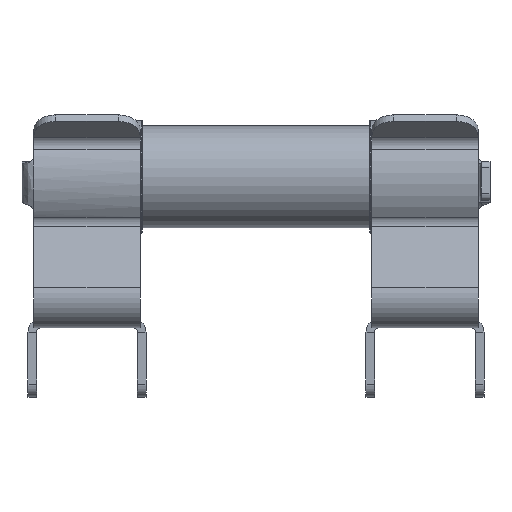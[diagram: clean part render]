
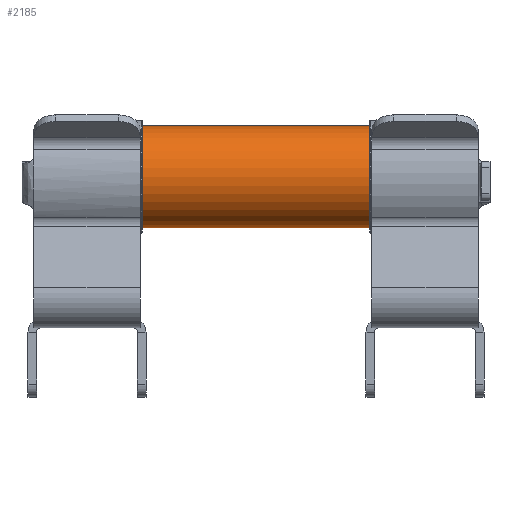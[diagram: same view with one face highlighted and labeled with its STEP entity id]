
A CAD part, front view. The second image highlights one B-rep face of the part: STEP entity #2185.
In plain terms, the highlighted cylindrical face has radius 2.35 mm (diameter 4.7 mm), a full revolution.
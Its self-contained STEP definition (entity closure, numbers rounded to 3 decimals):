
#2185=ADVANCED_FACE('',(#4162,#4164),#4166,.T.);
#4162=FACE_OUTER_BOUND('',#4163,.T.);
#4163=EDGE_LOOP('',(#5153));
#4164=FACE_OUTER_BOUND('',#4165,.T.);
#4165=EDGE_LOOP('',(#5154));
#4166=CYLINDRICAL_SURFACE('',#4167,2.35);
#4167=AXIS2_PLACEMENT_3D('',#4168,#4169,#4170);
#4168=CARTESIAN_POINT('',(9.55,0.,0.));
#4169=DIRECTION('',(-1.,0.,0.));
#4170=DIRECTION('',(0.,0.,-1.));
#5153=ORIENTED_EDGE('',*,*,#5639,.T.);
#5154=ORIENTED_EDGE('',*,*,#5640,.F.);
#5639=EDGE_CURVE('',#6421,#6421,#6422,.T.);
#5640=EDGE_CURVE('',#6423,#6423,#6424,.T.);
#6421=VERTEX_POINT('',#8397);
#6422=CIRCLE('',#8398,2.35);
#6423=VERTEX_POINT('',#8402);
#6424=CIRCLE('',#8403,2.35);
#8397=CARTESIAN_POINT('',(9.55,0.,-2.35));
#8398=AXIS2_PLACEMENT_3D('',#8399,#8400,#8401);
#8399=CARTESIAN_POINT('',(9.55,0.,0.));
#8400=DIRECTION('',(-1.,0.,0.));
#8401=DIRECTION('',(0.,0.,-1.));
#8402=CARTESIAN_POINT('',(-9.55,0.,-2.35));
#8403=AXIS2_PLACEMENT_3D('',#8404,#8405,#8406);
#8404=CARTESIAN_POINT('',(-9.55,0.,0.));
#8405=DIRECTION('',(-1.,0.,0.));
#8406=DIRECTION('',(0.,0.,-1.));
